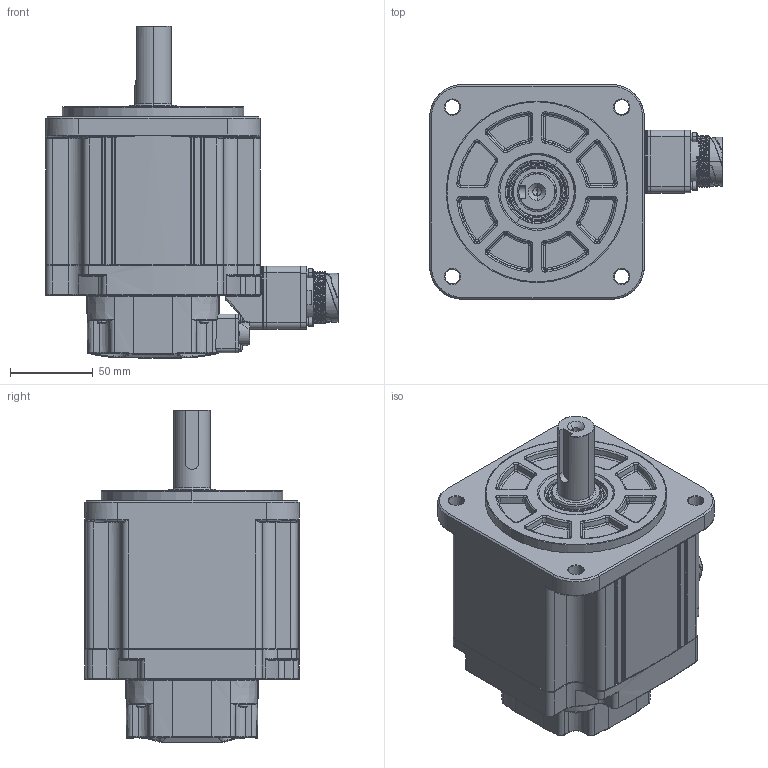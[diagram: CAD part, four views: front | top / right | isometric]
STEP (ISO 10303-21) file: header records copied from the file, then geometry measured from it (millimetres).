
FILE_DESCRIPTION (( 'STEP AP214' ), '1' );
FILE_NAME ('EM3G13D.STEP', '2023-11-17T02:01:05', ( '' ), ( '' ), 'SwSTEP 2.0', 'SolidWorks 2018', '' );
FILE_SCHEMA (( 'AUTOMOTIVE_DESIGN' ));
Length unit declared in the file: millimetre
Products named in the file (1): EM3G13D
Bounding box: 177.2 x 130 x 201 mm (x, y, z)
Surface area: 165503.2 mm2 (no closed solid volume)
Topology: 0 solids, 61 shells, 3777 faces, 9618 edges, 6033 vertices
Faces by surface type: plane 1357, cylinder 1124, bspline 779, cone 254, torus 223, sphere 40
Entity records: 182739 total; most frequent: CARTESIAN_POINT 55287, ORIENTED_EDGE 18634, DIRECTION 16850, EDGE_CURVE 9472, AXIS2_PLACEMENT_3D 6276, VERTEX_POINT 6033, LINE 4298, VECTOR 4298
